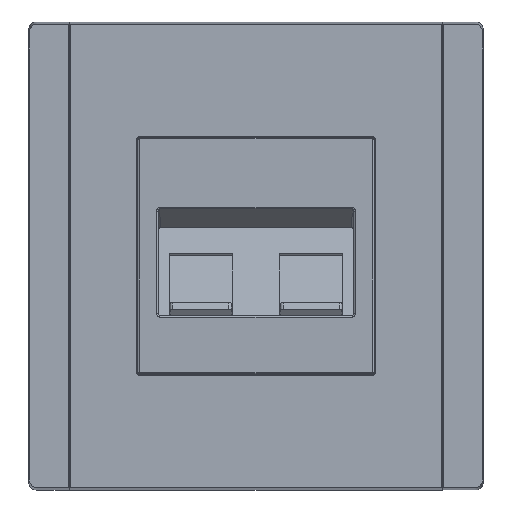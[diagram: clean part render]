
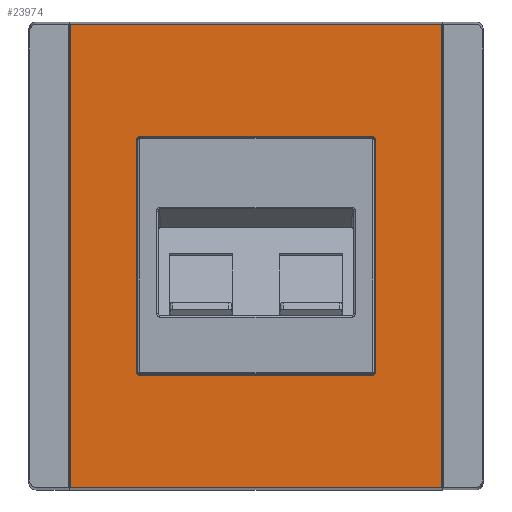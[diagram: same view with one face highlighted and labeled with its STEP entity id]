
A CAD part, top view. The second image highlights one B-rep face of the part: STEP entity #23974.
In plain terms, the highlighted planar face has unit normal (0, 0, 1).
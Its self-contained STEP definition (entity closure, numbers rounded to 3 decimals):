
#824 = ORIENTED_EDGE ( 'NONE', *, *, #27842, .F. ) ;
#1199 = LINE ( 'NONE', #18776, #37447 ) ;
#1597 = EDGE_CURVE ( 'NONE', #30462, #9845, #24394, .T. ) ;
#2311 = ORIENTED_EDGE ( 'NONE', *, *, #25824, .F. ) ;
#3398 = VERTEX_POINT ( 'NONE', #30903 ) ;
#3792 = EDGE_CURVE ( 'NONE', #19952, #32025, #20519, .T. ) ;
#4380 = ORIENTED_EDGE ( 'NONE', *, *, #57967, .T. ) ;
#4910 = EDGE_LOOP ( 'NONE', ( #15336, #52370, #56117, #4380 ) ) ;
#5065 = CARTESIAN_POINT ( 'NONE',  ( 277.322, 122.178, 11.5 ) ) ;
#8114 = EDGE_LOOP ( 'NONE', ( #27643, #26711, #2311, #10789, #32242, #32555, #824, #21378 ) ) ;
#9470 = EDGE_CURVE ( 'NONE', #15697, #49823, #17266, .T. ) ;
#9845 = VERTEX_POINT ( 'NONE', #30399 ) ;
#10203 = VERTEX_POINT ( 'NONE', #5065 ) ;
#10411 = VECTOR ( 'NONE', #52437, 1000. ) ;
#10789 = ORIENTED_EDGE ( 'NONE', *, *, #50721, .T. ) ;
#11175 = DIRECTION ( 'NONE',  ( -1., 0., 0. ) ) ;
#11457 = CARTESIAN_POINT ( 'NONE',  ( 277.322, 77.822, 11.5 ) ) ;
#11741 = LINE ( 'NONE', #46363, #27266 ) ;
#12572 = DIRECTION ( 'NONE',  ( 0., -1., 0. ) ) ;
#15071 = CARTESIAN_POINT ( 'NONE',  ( 277.822, 122.678, 11.5 ) ) ;
#15336 = ORIENTED_EDGE ( 'NONE', *, *, #9470, .T. ) ;
#15697 = VERTEX_POINT ( 'NONE', #39407 ) ;
#15877 = CARTESIAN_POINT ( 'NONE',  ( 300., 122.678, 11.5 ) ) ;
#16493 = CARTESIAN_POINT ( 'NONE',  ( 335.32, 55.909, 11.5 ) ) ;
#16670 = CARTESIAN_POINT ( 'NONE',  ( 322.178, 122.678, 11.5 ) ) ;
#16739 = CARTESIAN_POINT ( 'NONE',  ( 322.178, 77.322, 11.5 ) ) ;
#16932 = VECTOR ( 'NONE', #11175, 1000. ) ;
#17066 = CARTESIAN_POINT ( 'NONE',  ( 322.678, 77.529, 11.5 ) ) ;
#17259 = LINE ( 'NONE', #34560, #10411 ) ;
#17266 = LINE ( 'NONE', #58015, #52841 ) ;
#17523 = VECTOR ( 'NONE', #44354, 1000. ) ;
#17672 = AXIS2_PLACEMENT_3D ( 'NONE', #44671, #57616, #40004 ) ;
#18150 = CARTESIAN_POINT ( 'NONE',  ( 322.678, 122.178, 11.5 ) ) ;
#18776 = CARTESIAN_POINT ( 'NONE',  ( 322.678, 100., 11.5 ) ) ;
#19161 = CARTESIAN_POINT ( 'NONE',  ( 277.822, 77.322, 11.5 ) ) ;
#19952 = VERTEX_POINT ( 'NONE', #51489 ) ;
#20519 =( BOUNDED_CURVE ( )  B_SPLINE_CURVE ( 3, ( #48418, #17066, #43717, #35518 ),
 .UNSPECIFIED., .F., .F. ) 
 B_SPLINE_CURVE_WITH_KNOTS ( ( 4, 4 ),
 ( 5.498, 7.068 ),
 .UNSPECIFIED. ) 
 CURVE ( )  GEOMETRIC_REPRESENTATION_ITEM ( )  RATIONAL_B_SPLINE_CURVE ( ( 1., 0.805, 0.805, 1. ) ) 
 REPRESENTATION_ITEM ( '' )  );
#20842 = LINE ( 'NONE', #15877, #16932 ) ;
#20983 = CARTESIAN_POINT ( 'NONE',  ( 277.322, 122.471, 11.5 ) ) ;
#21378 = ORIENTED_EDGE ( 'NONE', *, *, #3792, .T. ) ;
#21665 = EDGE_CURVE ( 'NONE', #3398, #32025, #53448, .T. ) ;
#22670 =( BOUNDED_CURVE ( )  B_SPLINE_CURVE ( 3, ( #19161, #37062, #55537, #52780 ),
 .UNSPECIFIED., .F., .F. ) 
 B_SPLINE_CURVE_WITH_KNOTS ( ( 4, 4 ),
 ( 5.498, 7.068 ),
 .UNSPECIFIED. ) 
 CURVE ( )  GEOMETRIC_REPRESENTATION_ITEM ( )  RATIONAL_B_SPLINE_CURVE ( ( 1., 0.805, 0.805, 1. ) ) 
 REPRESENTATION_ITEM ( '' )  );
#23771 = DIRECTION ( 'NONE',  ( 0., 1., 0. ) ) ;
#23974 = ADVANCED_FACE ( 'NONE', ( #39726, #26805 ), #30929, .T. ) ;
#24394 = LINE ( 'NONE', #42553, #27700 ) ;
#24701 = VERTEX_POINT ( 'NONE', #11457 ) ;
#25111 = CARTESIAN_POINT ( 'NONE',  ( 277.529, 122.678, 11.5 ) ) ;
#25750 = CARTESIAN_POINT ( 'NONE',  ( 322.471, 122.678, 11.5 ) ) ;
#25824 = EDGE_CURVE ( 'NONE', #10203, #24701, #11741, .T. ) ;
#25839 = EDGE_CURVE ( 'NONE', #34078, #36544, #20842, .T. ) ;
#26503 = LINE ( 'NONE', #26776, #17523 ) ;
#26711 = ORIENTED_EDGE ( 'NONE', *, *, #30170, .T. ) ;
#26776 = CARTESIAN_POINT ( 'NONE',  ( 300., 144.091, 11.5 ) ) ;
#26805 = FACE_BOUND ( 'NONE', #8114, .T. ) ;
#27266 = VECTOR ( 'NONE', #33447, 1000. ) ;
#27643 = ORIENTED_EDGE ( 'NONE', *, *, #21665, .F. ) ;
#27700 = VECTOR ( 'NONE', #46972, 1000. ) ;
#27842 = EDGE_CURVE ( 'NONE', #19952, #44001, #1199, .T. ) ;
#29161 =( BOUNDED_CURVE ( )  B_SPLINE_CURVE ( 3, ( #16670, #25750, #34552, #53005 ),
 .UNSPECIFIED., .F., .F. ) 
 B_SPLINE_CURVE_WITH_KNOTS ( ( 4, 4 ),
 ( 5.498, 7.068 ),
 .UNSPECIFIED. ) 
 CURVE ( )  GEOMETRIC_REPRESENTATION_ITEM ( )  RATIONAL_B_SPLINE_CURVE ( ( 1., 0.805, 0.805, 1. ) ) 
 REPRESENTATION_ITEM ( '' )  );
#30170 = EDGE_CURVE ( 'NONE', #3398, #24701, #22670, .T. ) ;
#30382 = CARTESIAN_POINT ( 'NONE',  ( 277.322, 122.178, 11.5 ) ) ;
#30399 = CARTESIAN_POINT ( 'NONE',  ( 335.32, 144.091, 11.5 ) ) ;
#30462 = VERTEX_POINT ( 'NONE', #16493 ) ;
#30662 = CARTESIAN_POINT ( 'NONE',  ( 277.822, 122.678, 11.5 ) ) ;
#30887 = DIRECTION ( 'NONE',  ( 1., 0., 0. ) ) ;
#30903 = CARTESIAN_POINT ( 'NONE',  ( 277.822, 77.322, 11.5 ) ) ;
#30929 = PLANE ( 'NONE',  #17672 ) ;
#32025 = VERTEX_POINT ( 'NONE', #16739 ) ;
#32242 = ORIENTED_EDGE ( 'NONE', *, *, #25839, .F. ) ;
#32555 = ORIENTED_EDGE ( 'NONE', *, *, #55928, .T. ) ;
#33447 = DIRECTION ( 'NONE',  ( 0., -1., 0. ) ) ;
#34078 = VERTEX_POINT ( 'NONE', #56952 ) ;
#34552 = CARTESIAN_POINT ( 'NONE',  ( 322.678, 122.471, 11.5 ) ) ;
#34560 = CARTESIAN_POINT ( 'NONE',  ( 300., 55.909, 11.5 ) ) ;
#35518 = CARTESIAN_POINT ( 'NONE',  ( 322.178, 77.322, 11.5 ) ) ;
#36131 = CARTESIAN_POINT ( 'NONE',  ( 264.68, 55.909, 11.5 ) ) ;
#36544 = VERTEX_POINT ( 'NONE', #15071 ) ;
#37062 = CARTESIAN_POINT ( 'NONE',  ( 277.529, 77.322, 11.5 ) ) ;
#37447 = VECTOR ( 'NONE', #23771, 1000. ) ;
#39407 = CARTESIAN_POINT ( 'NONE',  ( 264.68, 144.091, 11.5 ) ) ;
#39726 = FACE_OUTER_BOUND ( 'NONE', #4910, .T. ) ;
#40004 = DIRECTION ( 'NONE',  ( 1., 0., 0. ) ) ;
#42553 = CARTESIAN_POINT ( 'NONE',  ( 335.32, 100., 11.5 ) ) ;
#43353 =( BOUNDED_CURVE ( )  B_SPLINE_CURVE ( 3, ( #30382, #20983, #25111, #30662 ),
 .UNSPECIFIED., .F., .F. ) 
 B_SPLINE_CURVE_WITH_KNOTS ( ( 4, 4 ),
 ( 5.498, 7.068 ),
 .UNSPECIFIED. ) 
 CURVE ( )  GEOMETRIC_REPRESENTATION_ITEM ( )  RATIONAL_B_SPLINE_CURVE ( ( 1., 0.805, 0.805, 1. ) ) 
 REPRESENTATION_ITEM ( '' )  );
#43717 = CARTESIAN_POINT ( 'NONE',  ( 322.471, 77.322, 11.5 ) ) ;
#44001 = VERTEX_POINT ( 'NONE', #18150 ) ;
#44354 = DIRECTION ( 'NONE',  ( -1., 0., 0. ) ) ;
#44671 = CARTESIAN_POINT ( 'NONE',  ( 300., 100., 11.5 ) ) ;
#45723 = VECTOR ( 'NONE', #30887, 1000. ) ;
#46363 = CARTESIAN_POINT ( 'NONE',  ( 277.322, 100., 11.5 ) ) ;
#46972 = DIRECTION ( 'NONE',  ( 0., 1., 0. ) ) ;
#48418 = CARTESIAN_POINT ( 'NONE',  ( 322.678, 77.822, 11.5 ) ) ;
#49823 = VERTEX_POINT ( 'NONE', #36131 ) ;
#50721 = EDGE_CURVE ( 'NONE', #10203, #36544, #43353, .T. ) ;
#51489 = CARTESIAN_POINT ( 'NONE',  ( 322.678, 77.822, 11.5 ) ) ;
#51580 = EDGE_CURVE ( 'NONE', #49823, #30462, #17259, .T. ) ;
#52370 = ORIENTED_EDGE ( 'NONE', *, *, #51580, .T. ) ;
#52437 = DIRECTION ( 'NONE',  ( 1., 0., 0. ) ) ;
#52780 = CARTESIAN_POINT ( 'NONE',  ( 277.322, 77.822, 11.5 ) ) ;
#52841 = VECTOR ( 'NONE', #12572, 1000. ) ;
#53005 = CARTESIAN_POINT ( 'NONE',  ( 322.678, 122.178, 11.5 ) ) ;
#53448 = LINE ( 'NONE', #53735, #45723 ) ;
#53735 = CARTESIAN_POINT ( 'NONE',  ( 300., 77.322, 11.5 ) ) ;
#55537 = CARTESIAN_POINT ( 'NONE',  ( 277.322, 77.529, 11.5 ) ) ;
#55928 = EDGE_CURVE ( 'NONE', #34078, #44001, #29161, .T. ) ;
#56117 = ORIENTED_EDGE ( 'NONE', *, *, #1597, .T. ) ;
#56952 = CARTESIAN_POINT ( 'NONE',  ( 322.178, 122.678, 11.5 ) ) ;
#57616 = DIRECTION ( 'NONE',  ( 0., 0., 1. ) ) ;
#57967 = EDGE_CURVE ( 'NONE', #9845, #15697, #26503, .T. ) ;
#58015 = CARTESIAN_POINT ( 'NONE',  ( 264.68, 100., 11.5 ) ) ;
